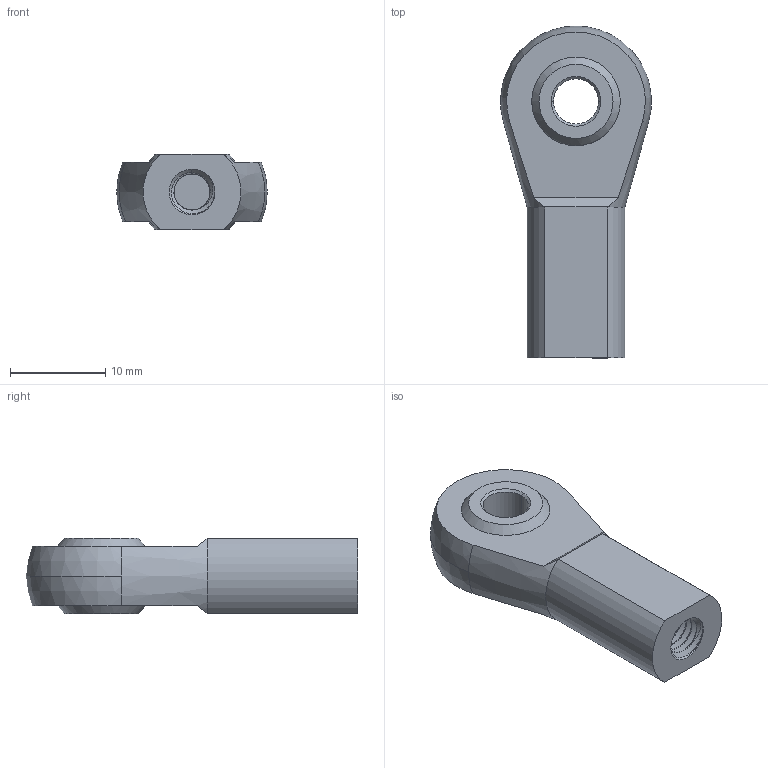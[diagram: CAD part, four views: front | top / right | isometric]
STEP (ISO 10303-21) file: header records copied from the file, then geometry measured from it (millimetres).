
FILE_DESCRIPTION (( 'STEP AP214' ), '1' );
FILE_NAME ('am-4988 10-32 Female Rod End.STEP', '2023-10-12T18:58:40', ( '' ), ( '' ), 'SwSTEP 2.0', 'SolidWorks 2022', '' );
FILE_SCHEMA (( 'AUTOMOTIVE_DESIGN' ));
Length unit declared in the file: inch
Products named in the file (1): am-4988 10-32 Female Rod End
Bounding box: 15.84 x 34.92 x 7.94 mm (x, y, z)
Volume: 2395.3 mm3; surface area: 2141.3 mm2
Topology: 2 solids, 2 shells, 65 faces, 175 edges, 115 vertices
Faces by surface type: cylinder 37, plane 10, cone 9, sphere 6, bspline 3
Entity records: 5545 total; most frequent: CARTESIAN_POINT 3239, ORIENTED_EDGE 342, DIRECTION 250, EDGE_CURVE 171, VERTEX_POINT 115, AXIS2_PLACEMENT_3D 100, EDGE_LOOP 74, DIMENSIONAL_EXPONENTS 69
